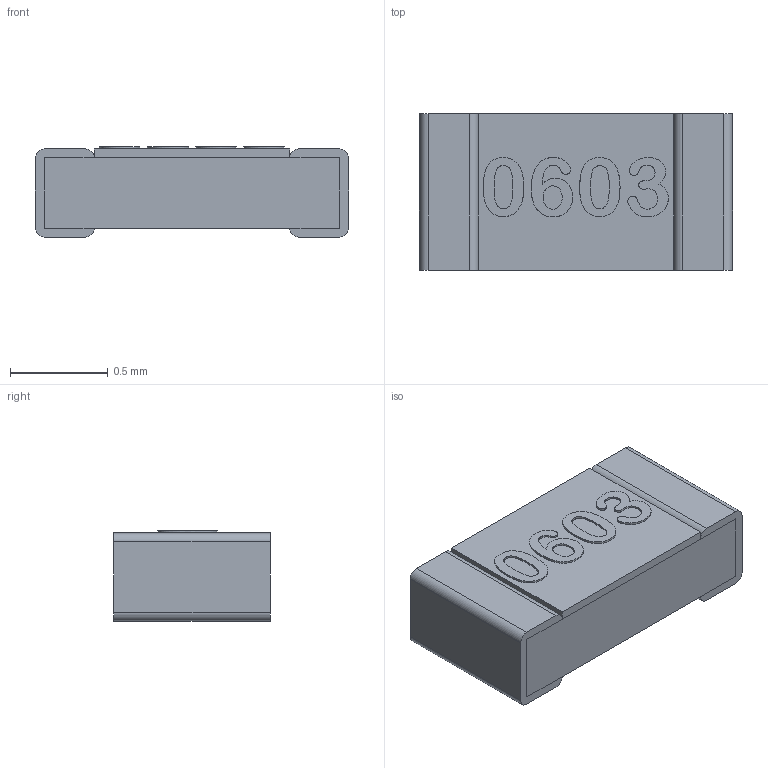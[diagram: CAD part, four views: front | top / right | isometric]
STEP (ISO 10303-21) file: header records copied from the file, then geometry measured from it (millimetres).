
FILE_DESCRIPTION(('FreeCAD Model'),'2;1');
FILE_NAME('Open CASCADE Shape Model','2024-01-20T18:13:50',(''),(''), 'Open CASCADE STEP processor 7.6','FreeCAD','Unknown');
FILE_SCHEMA(('AUTOMOTIVE_DESIGN { 1 0 10303 214 1 1 1 1 }'));
Length unit declared in the file: millimetre
Products named in the file (1): Fusion
Bounding box: 1.6 x 0.8 x 0.46 mm (x, y, z)
Volume: 0.5 mm3; surface area: 5 mm2
Topology: 5 solids, 5 shells, 177 faces, 497 edges, 330 vertices
Faces by surface type: extrusion 142, plane 27, cylinder 8
Entity records: 6126 total; most frequent: CARTESIAN_POINT 1857, ORIENTED_EDGE 994, EDGE_CURVE 497, DIRECTION 443, B_SPLINE_CURVE_WITH_KNOTS 426, VECTOR 339, VERTEX_POINT 330, LINE 197
